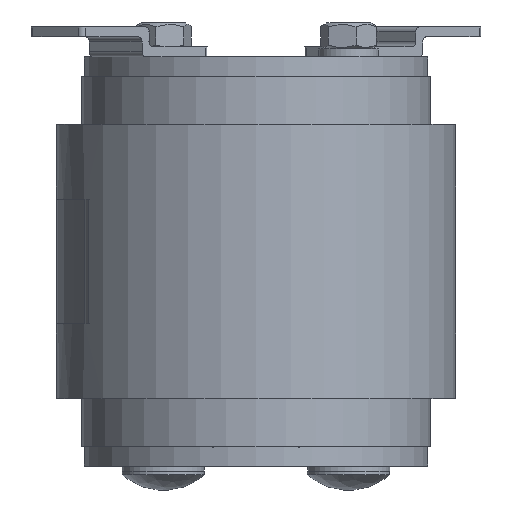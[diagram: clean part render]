
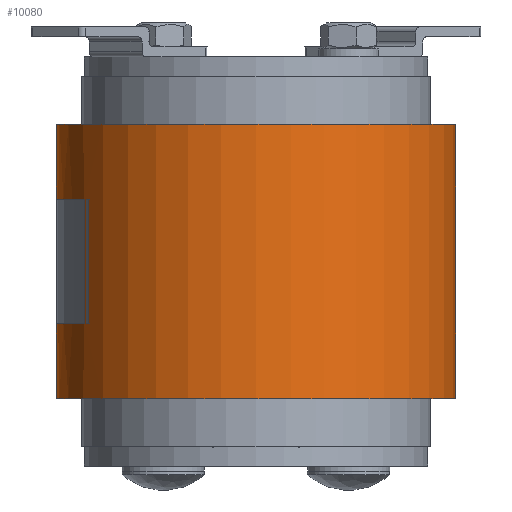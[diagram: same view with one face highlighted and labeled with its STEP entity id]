
A CAD part, front view. The second image highlights one B-rep face of the part: STEP entity #10080.
In plain terms, the highlighted cylindrical face has radius 40 mm (diameter 80 mm), a partial arc.
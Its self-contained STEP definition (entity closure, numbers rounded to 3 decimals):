
#1442=LINE('',#17379,#2410);
#1449=LINE('',#17396,#2417);
#1459=LINE('',#17415,#2427);
#1468=LINE('',#17438,#2436);
#1475=LINE('',#17462,#2443);
#1476=LINE('',#17464,#2444);
#2410=VECTOR('',#12780,25.);
#2417=VECTOR('',#12797,15.);
#2427=VECTOR('',#12817,15.);
#2436=VECTOR('',#12840,25.);
#2443=VECTOR('',#12867,15.);
#2444=VECTOR('',#12870,15.);
#3647=FACE_OUTER_BOUND('',#4277,.T.);
#4277=EDGE_LOOP('',(#9346,#9347,#9348,#9349,#9350,#9351,#9352,#9353,#9354,
#9355,#9356,#9357,#9358,#9359));
#4436=CIRCLE('',#10670,40.);
#4438=CIRCLE('',#10673,40.);
#4440=CIRCLE('',#10676,40.);
#4442=CIRCLE('',#10680,40.);
#4444=CIRCLE('',#10693,40.);
#4446=CIRCLE('',#10697,40.);
#4449=CIRCLE('',#10701,40.);
#4450=CIRCLE('',#10703,40.);
#5314=VERTEX_POINT('',#17351);
#5315=VERTEX_POINT('',#17352);
#5318=VERTEX_POINT('',#17360);
#5319=VERTEX_POINT('',#17361);
#5322=VERTEX_POINT('',#17369);
#5323=VERTEX_POINT('',#17370);
#5326=VERTEX_POINT('',#17378);
#5328=VERTEX_POINT('',#17384);
#5338=VERTEX_POINT('',#17428);
#5339=VERTEX_POINT('',#17429);
#5342=VERTEX_POINT('',#17437);
#5344=VERTEX_POINT('',#17443);
#5347=VERTEX_POINT('',#17451);
#5348=VERTEX_POINT('',#17455);
#6640=EDGE_CURVE('',#5314,#5315,#4436,.T.);
#6644=EDGE_CURVE('',#5318,#5319,#4438,.T.);
#6648=EDGE_CURVE('',#5322,#5323,#4440,.T.);
#6652=EDGE_CURVE('',#5323,#5326,#1442,.T.);
#6655=EDGE_CURVE('',#5326,#5328,#4442,.T.);
#6661=EDGE_CURVE('',#5314,#5328,#1449,.T.);
#6671=EDGE_CURVE('',#5322,#5319,#1459,.T.);
#6678=EDGE_CURVE('',#5338,#5339,#4444,.T.);
#6682=EDGE_CURVE('',#5342,#5338,#1468,.T.);
#6685=EDGE_CURVE('',#5344,#5342,#4446,.T.);
#6690=EDGE_CURVE('',#5347,#5315,#4449,.T.);
#6691=EDGE_CURVE('',#5318,#5348,#4450,.T.);
#6695=EDGE_CURVE('',#5348,#5344,#1475,.T.);
#6696=EDGE_CURVE('',#5339,#5347,#1476,.T.);
#9346=ORIENTED_EDGE('',*,*,#6690,.F.);
#9347=ORIENTED_EDGE('',*,*,#6696,.F.);
#9348=ORIENTED_EDGE('',*,*,#6678,.F.);
#9349=ORIENTED_EDGE('',*,*,#6682,.F.);
#9350=ORIENTED_EDGE('',*,*,#6685,.F.);
#9351=ORIENTED_EDGE('',*,*,#6695,.F.);
#9352=ORIENTED_EDGE('',*,*,#6691,.F.);
#9353=ORIENTED_EDGE('',*,*,#6644,.T.);
#9354=ORIENTED_EDGE('',*,*,#6671,.F.);
#9355=ORIENTED_EDGE('',*,*,#6648,.T.);
#9356=ORIENTED_EDGE('',*,*,#6652,.T.);
#9357=ORIENTED_EDGE('',*,*,#6655,.T.);
#9358=ORIENTED_EDGE('',*,*,#6661,.F.);
#9359=ORIENTED_EDGE('',*,*,#6640,.T.);
#9531=CYLINDRICAL_SURFACE('',#10707,40.);
#10080=ADVANCED_FACE('',(#3647),#9531,.T.);
#10670=AXIS2_PLACEMENT_3D('',#17353,#12756,#12757);
#10673=AXIS2_PLACEMENT_3D('',#17362,#12764,#12765);
#10676=AXIS2_PLACEMENT_3D('',#17371,#12772,#12773);
#10680=AXIS2_PLACEMENT_3D('',#17385,#12785,#12786);
#10693=AXIS2_PLACEMENT_3D('',#17430,#12832,#12833);
#10697=AXIS2_PLACEMENT_3D('',#17444,#12845,#12846);
#10701=AXIS2_PLACEMENT_3D('',#17453,#12855,#12856);
#10703=AXIS2_PLACEMENT_3D('',#17456,#12859,#12860);
#10707=AXIS2_PLACEMENT_3D('',#17466,#12872,#12873);
#12756=DIRECTION('center_axis',(0.,1.,0.));
#12757=DIRECTION('ref_axis',(0.,0.,1.));
#12764=DIRECTION('center_axis',(0.,-1.,0.));
#12765=DIRECTION('ref_axis',(0.,0.,1.));
#12772=DIRECTION('center_axis',(0.,1.,0.));
#12773=DIRECTION('ref_axis',(0.,0.,1.));
#12780=DIRECTION('',(0.,-1.,0.));
#12785=DIRECTION('center_axis',(0.,-1.,0.));
#12786=DIRECTION('ref_axis',(0.,0.,1.));
#12797=DIRECTION('',(0.,1.,0.));
#12817=DIRECTION('',(0.,1.,0.));
#12832=DIRECTION('center_axis',(0.,-1.,0.));
#12833=DIRECTION('ref_axis',(-0.541,0.,-0.841));
#12840=DIRECTION('',(0.,-1.,0.));
#12845=DIRECTION('center_axis',(0.,1.,0.));
#12846=DIRECTION('ref_axis',(0.,0.,-1.));
#12855=DIRECTION('center_axis',(0.,-1.,0.));
#12856=DIRECTION('ref_axis',(0.,0.,-1.));
#12859=DIRECTION('center_axis',(0.,1.,0.));
#12860=DIRECTION('ref_axis',(0.,0.,-1.));
#12867=DIRECTION('',(0.,-1.,0.));
#12870=DIRECTION('',(0.,-1.,0.));
#12872=DIRECTION('center_axis',(0.,1.,0.));
#12873=DIRECTION('ref_axis',(0.,0.,-1.));
#17351=CARTESIAN_POINT('',(-58.897,-27.5,5.));
#17352=CARTESIAN_POINT('',(-58.897,-27.5,-75.));
#17353=CARTESIAN_POINT('Origin',(-58.897,-27.5,-35.));
#17360=CARTESIAN_POINT('',(-58.897,27.5,-75.));
#17361=CARTESIAN_POINT('',(-58.897,27.5,5.));
#17362=CARTESIAN_POINT('Origin',(-58.897,27.5,-35.));
#17369=CARTESIAN_POINT('',(-58.897,12.5,5.));
#17370=CARTESIAN_POINT('',(-38.566,12.5,-0.553));
#17371=CARTESIAN_POINT('Origin',(-58.897,12.5,-35.));
#17378=CARTESIAN_POINT('',(-38.566,-12.5,-0.553));
#17379=CARTESIAN_POINT('',(-38.566,0.,-0.553));
#17384=CARTESIAN_POINT('',(-58.897,-12.5,5.));
#17385=CARTESIAN_POINT('Origin',(-58.897,-12.5,-35.));
#17396=CARTESIAN_POINT('',(-58.897,-13.75,5.));
#17415=CARTESIAN_POINT('',(-58.897,6.25,5.));
#17428=CARTESIAN_POINT('',(-80.538,-12.5,-68.64));
#17429=CARTESIAN_POINT('',(-58.906,-12.5,-75.));
#17430=CARTESIAN_POINT('Origin',(-58.897,-12.5,-35.));
#17437=CARTESIAN_POINT('',(-80.538,12.5,-68.64));
#17438=CARTESIAN_POINT('',(-80.538,-12.5,-68.64));
#17443=CARTESIAN_POINT('',(-58.906,12.5,-75.));
#17444=CARTESIAN_POINT('Origin',(-58.897,12.5,-35.));
#17451=CARTESIAN_POINT('',(-58.906,-27.5,-75.));
#17453=CARTESIAN_POINT('Origin',(-58.897,-27.5,-35.));
#17455=CARTESIAN_POINT('',(-58.906,27.5,-75.));
#17456=CARTESIAN_POINT('Origin',(-58.897,27.5,-35.));
#17462=CARTESIAN_POINT('',(-58.906,-27.5,-75.));
#17464=CARTESIAN_POINT('',(-58.906,-27.5,-75.));
#17466=CARTESIAN_POINT('Origin',(-58.897,0.,-35.));
